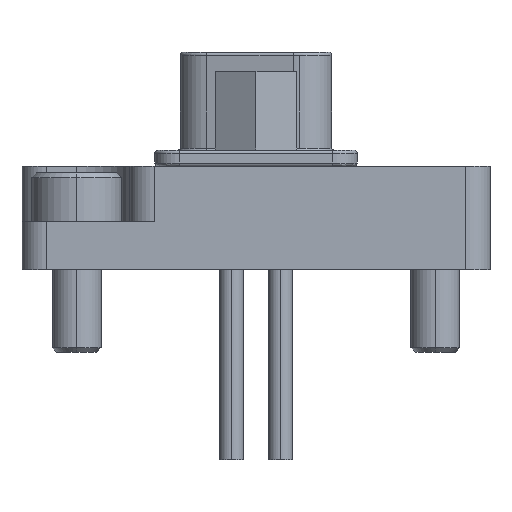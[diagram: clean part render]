
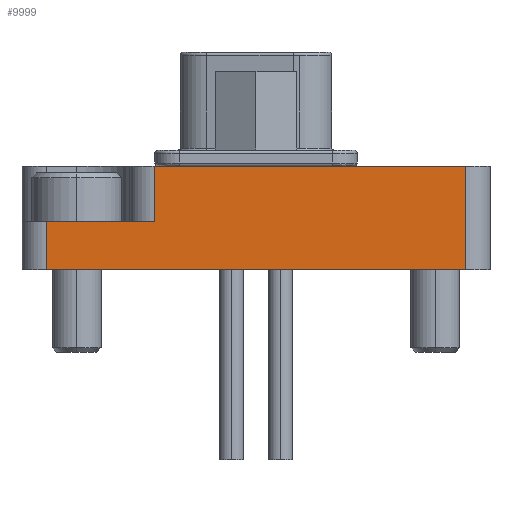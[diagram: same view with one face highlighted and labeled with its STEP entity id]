
A CAD part, front view. The second image highlights one B-rep face of the part: STEP entity #9999.
In plain terms, the highlighted face is planar.
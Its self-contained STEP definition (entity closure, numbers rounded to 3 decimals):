
#212 = CARTESIAN_POINT ( 'NONE',  ( 30., 2.95, 12.85 ) ) ;
#418 = VERTEX_POINT ( 'NONE', #11357 ) ;
#521 = CARTESIAN_POINT ( 'NONE',  ( 30., 2.95, 6.25 ) ) ;
#640 = DIRECTION ( 'NONE',  ( 0., 0., -1. ) ) ;
#681 = LINE ( 'NONE', #3522, #9966 ) ;
#974 = LINE ( 'NONE', #8366, #1841 ) ;
#1136 = VECTOR ( 'NONE', #1322, 1000. ) ;
#1154 = CARTESIAN_POINT ( 'NONE',  ( 30., 6.35, 14.35 ) ) ;
#1322 = DIRECTION ( 'NONE',  ( 0., 0., -1. ) ) ;
#1841 = VECTOR ( 'NONE', #7683, 1000. ) ;
#1921 = CARTESIAN_POINT ( 'NONE',  ( 30., 6.35, 6.25 ) ) ;
#2042 = DIRECTION ( 'NONE',  ( 1., 0., 0. ) ) ;
#2185 = ORIENTED_EDGE ( 'NONE', *, *, #11320, .F. ) ;
#2974 = CARTESIAN_POINT ( 'NONE',  ( 30., 2.95, 7.75 ) ) ;
#3119 = ORIENTED_EDGE ( 'NONE', *, *, #4506, .T. ) ;
#3177 = FACE_OUTER_BOUND ( 'NONE', #8000, .T. ) ;
#3513 = ORIENTED_EDGE ( 'NONE', *, *, #11640, .T. ) ;
#3522 = CARTESIAN_POINT ( 'NONE',  ( 30., 0., 12.85 ) ) ;
#3816 = VERTEX_POINT ( 'NONE', #212 ) ;
#3843 = ORIENTED_EDGE ( 'NONE', *, *, #10331, .F. ) ;
#4187 = VECTOR ( 'NONE', #640, 1000. ) ;
#4367 = CARTESIAN_POINT ( 'NONE',  ( 30., 6.35, 14.35 ) ) ;
#4506 = EDGE_CURVE ( 'NONE', #11117, #418, #974, .T. ) ;
#4534 = DIRECTION ( 'NONE',  ( 0., -1., 0. ) ) ;
#5245 = LINE ( 'NONE', #9038, #11933 ) ;
#5290 = CARTESIAN_POINT ( 'NONE',  ( 30., 2.95, 6.25 ) ) ;
#6243 = LINE ( 'NONE', #4367, #4187 ) ;
#6421 = VERTEX_POINT ( 'NONE', #9439 ) ;
#6815 = ORIENTED_EDGE ( 'NONE', *, *, #7295, .T. ) ;
#6977 = ORIENTED_EDGE ( 'NONE', *, *, #10221, .T. ) ;
#7056 = DIRECTION ( 'NONE',  ( 0., 1., 0. ) ) ;
#7184 = LINE ( 'NONE', #521, #8282 ) ;
#7295 = EDGE_CURVE ( 'NONE', #11050, #9476, #7184, .T. ) ;
#7683 = DIRECTION ( 'NONE',  ( 0., 1., 0. ) ) ;
#8000 = EDGE_LOOP ( 'NONE', ( #6977, #3119, #2185, #6815, #3843, #3513 ) ) ;
#8098 = DIRECTION ( 'NONE',  ( 0., 0., -1. ) ) ;
#8282 = VECTOR ( 'NONE', #10045, 1000. ) ;
#8366 = CARTESIAN_POINT ( 'NONE',  ( 30., 6.35, -12.85 ) ) ;
#9038 = CARTESIAN_POINT ( 'NONE',  ( 30., 0., 14.35 ) ) ;
#9439 = CARTESIAN_POINT ( 'NONE',  ( 30., 0., 12.85 ) ) ;
#9476 = VERTEX_POINT ( 'NONE', #5290 ) ;
#9829 = LINE ( 'NONE', #2974, #1136 ) ;
#9966 = VECTOR ( 'NONE', #4534, 1000. ) ;
#9999 = ADVANCED_FACE ( 'NONE', ( #3177 ), #10713, .T. ) ;
#10045 = DIRECTION ( 'NONE',  ( 0., -1., 0. ) ) ;
#10221 = EDGE_CURVE ( 'NONE', #6421, #11117, #5245, .T. ) ;
#10230 = CARTESIAN_POINT ( 'NONE',  ( 30., 0., -12.85 ) ) ;
#10331 = EDGE_CURVE ( 'NONE', #3816, #9476, #9829, .T. ) ;
#10713 = PLANE ( 'NONE',  #11125 ) ;
#11050 = VERTEX_POINT ( 'NONE', #1921 ) ;
#11117 = VERTEX_POINT ( 'NONE', #10230 ) ;
#11125 = AXIS2_PLACEMENT_3D ( 'NONE', #1154, #2042, #7056 ) ;
#11320 = EDGE_CURVE ( 'NONE', #11050, #418, #6243, .T. ) ;
#11357 = CARTESIAN_POINT ( 'NONE',  ( 30., 6.35, -12.85 ) ) ;
#11640 = EDGE_CURVE ( 'NONE', #3816, #6421, #681, .T. ) ;
#11933 = VECTOR ( 'NONE', #8098, 1000. ) ;
